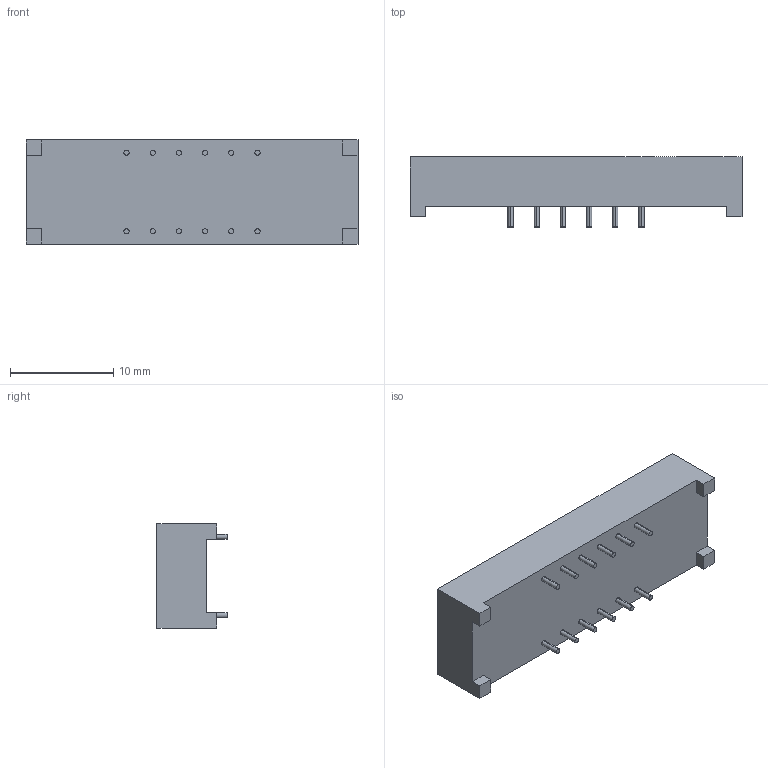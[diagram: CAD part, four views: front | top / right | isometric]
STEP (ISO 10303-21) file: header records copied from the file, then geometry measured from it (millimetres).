
FILE_DESCRIPTION (( 'STEP AP214' ), '1' );
FILE_NAME ('4x7_028.STEP', '2022-03-16T20:13:09', ( '' ), ( '' ), 'SwSTEP 2.0', 'SolidWorks 2019', '' );
FILE_SCHEMA (( 'AUTOMOTIVE_DESIGN' ));
Length unit declared in the file: millimetre
Products named in the file (1): 4x7_028
Bounding box: 32.2 x 6.8 x 10.1 mm (x, y, z)
Volume: 1560.4 mm3; surface area: 1163.2 mm2
Topology: 1 solids, 1 shells, 212 faces, 492 edges, 328 vertices
Faces by surface type: plane 176, cylinder 36
Entity records: 8334 total; most frequent: CARTESIAN_POINT 1033, DIRECTION 990, ORIENTED_EDGE 984, EDGE_CURVE 492, LINE 420, VECTOR 420, VERTEX_POINT 328, AXIS2_PLACEMENT_3D 285
